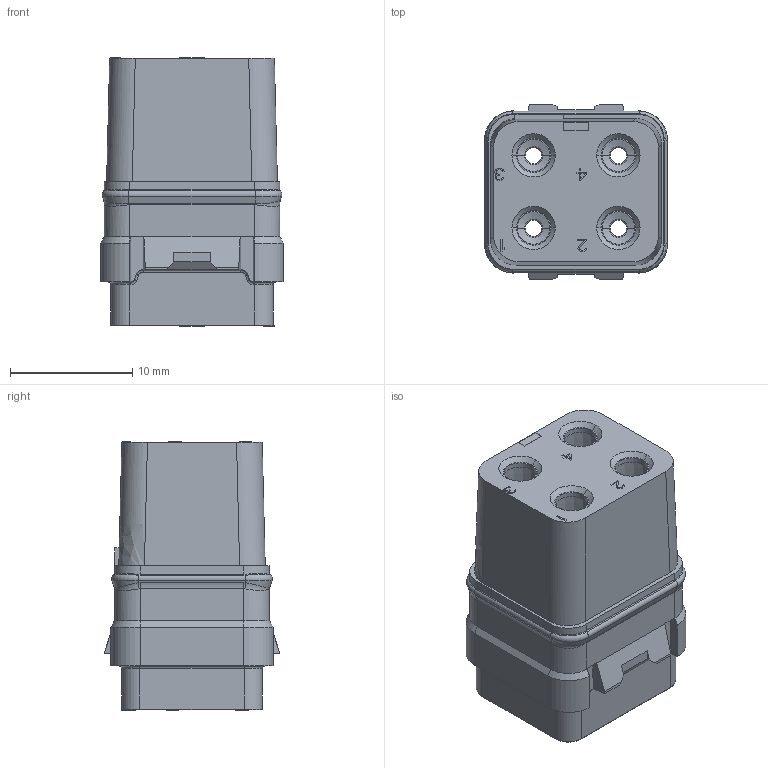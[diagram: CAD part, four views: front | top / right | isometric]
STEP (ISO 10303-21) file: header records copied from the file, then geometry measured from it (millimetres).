
FILE_DESCRIPTION((''),'2;1');
FILE_NAME('SIME0412SD','2019-12-10T',('presta_be4'),(''),'CREO PARAMETRIC BY PTC INC, 2018360','CREO PARAMETRIC BY PTC INC, 2018360','');
FILE_SCHEMA(('CONFIG_CONTROL_DESIGN'));
Length unit declared in the file: millimetre
Products named in the file (1): SIME0412SD
Bounding box: 15 x 14.3 x 21.97 mm (x, y, z)
Volume: 2109.9 mm3; surface area: 3264.8 mm2
Topology: 1 solids, 1 shells, 813 faces, 2032 edges, 1254 vertices
Faces by surface type: plane 419, cylinder 138, torus 116, cone 100, bspline 40
Entity records: 27283 total; most frequent: CARTESIAN_POINT 7753, DIRECTION 4067, ORIENTED_EDGE 4064, EDGE_CURVE 2032, AXIS2_PLACEMENT_3D 1374, VECTOR 1319, LINE 1319, VERTEX_POINT 1254
